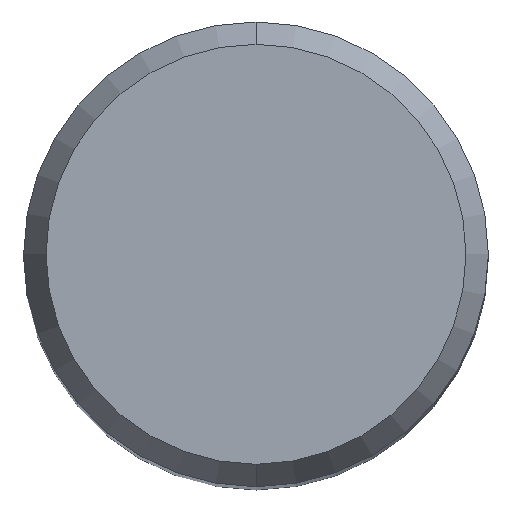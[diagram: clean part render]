
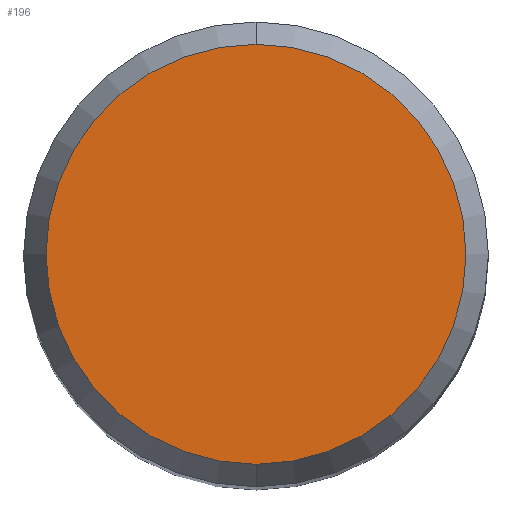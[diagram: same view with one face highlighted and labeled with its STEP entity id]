
A CAD part, top view. The second image highlights one B-rep face of the part: STEP entity #196.
In plain terms, the highlighted planar face has unit normal (0, 0, 1).
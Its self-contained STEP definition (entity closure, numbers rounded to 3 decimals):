
#148=EDGE_CURVE('',#164,#156,#290,.T.);
#156=VERTEX_POINT('',#300);
#164=VERTEX_POINT('',#309);
#194=EDGE_CURVE('',#156,#164,#342,.T.);
#196=ADVANCED_FACE('',(#344),#345,.T.);
#290=CIRCLE('',#456,4.304);
#300=CARTESIAN_POINT('',(0.,-4.304,0.01));
#309=CARTESIAN_POINT('',(0.0,4.304,0.01));
#342=CIRCLE('',#520,4.304);
#344=FACE_OUTER_BOUND('',#522,.T.);
#345=PLANE('',#523);
#456=AXIS2_PLACEMENT_3D('',#613,#614,#615);
#520=AXIS2_PLACEMENT_3D('',#679,#680,#681);
#522=EDGE_LOOP('',(#683,#684));
#523=AXIS2_PLACEMENT_3D('',#685,#686,#687);
#613=CARTESIAN_POINT('',(0.0,0.0,0.01));
#614=DIRECTION('',(0.0,0.0,-1.0));
#615=DIRECTION('',(0.0,1.0,0.0));
#679=CARTESIAN_POINT('',(0.0,0.0,0.01));
#680=DIRECTION('',(0.0,0.0,-1.0));
#681=DIRECTION('',(0.0,1.0,0.0));
#683=ORIENTED_EDGE('',*,*,#148,.F.);
#684=ORIENTED_EDGE('',*,*,#194,.F.);
#685=CARTESIAN_POINT('',(0.0,2.152,0.01));
#686=DIRECTION('',(-0.0,0.0,1.0));
#687=DIRECTION('',(0.0,-1.0,0.0));
